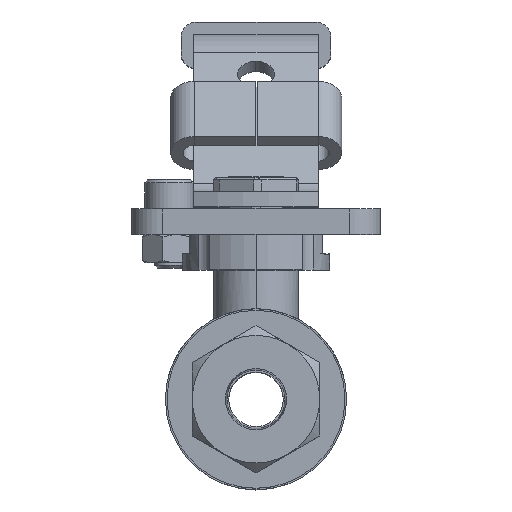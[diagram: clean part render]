
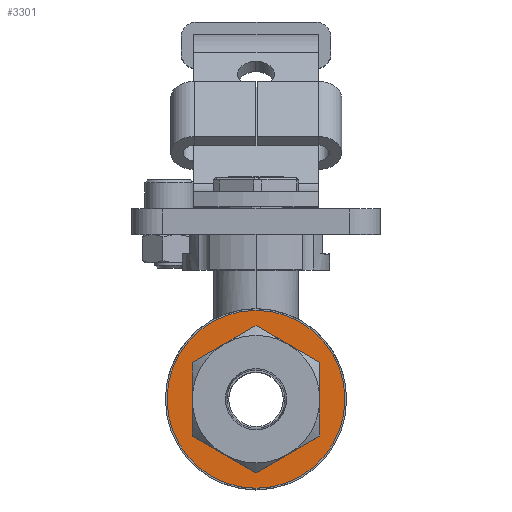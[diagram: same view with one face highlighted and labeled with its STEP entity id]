
A CAD part, top view. The second image highlights one B-rep face of the part: STEP entity #3301.
In plain terms, the highlighted planar face has unit normal (0, 0, 1).
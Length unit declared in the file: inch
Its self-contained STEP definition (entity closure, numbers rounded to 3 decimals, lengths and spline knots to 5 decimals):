
#32 = DIRECTION ( 'NONE',  ( 0.866, 0.5, 0. ) ) ;
#182 = CARTESIAN_POINT ( 'NONE',  ( 0., 0., 1.0275 ) ) ;
#446 = EDGE_LOOP ( 'NONE', ( #2697, #7945 ) ) ;
#537 = ORIENTED_EDGE ( 'NONE', *, *, #3536, .F. ) ;
#940 = DIRECTION ( 'NONE',  ( 1., 0., 0. ) ) ;
#1151 = DIRECTION ( 'NONE',  ( -0.866, 0.5, 0. ) ) ;
#1163 = AXIS2_PLACEMENT_3D ( 'NONE', #3170, #3111, #940 ) ;
#1252 = ORIENTED_EDGE ( 'NONE', *, *, #5720, .F. ) ;
#1339 = VECTOR ( 'NONE', #32, 39.37008 ) ;
#1501 = EDGE_CURVE ( 'NONE', #8567, #7555, #8166, .T. ) ;
#1625 = CIRCLE ( 'NONE', #1163, 0.715 ) ;
#1669 = CARTESIAN_POINT ( 'NONE',  ( 0.715, 0., 1.0275 ) ) ;
#1825 = ORIENTED_EDGE ( 'NONE', *, *, #5840, .F. ) ;
#1863 = LINE ( 'NONE', #6273, #5757 ) ;
#1947 = CARTESIAN_POINT ( 'NONE',  ( 0., 0., 1.0275 ) ) ;
#1997 = DIRECTION ( 'NONE',  ( 1., 0., 0. ) ) ;
#2073 = DIRECTION ( 'NONE',  ( -0.866, -0.5, 0. ) ) ;
#2090 = VECTOR ( 'NONE', #1151, 39.37008 ) ;
#2095 = LINE ( 'NONE', #8140, #6079 ) ;
#2124 = AXIS2_PLACEMENT_3D ( 'NONE', #182, #2350, #3199 ) ;
#2144 = CARTESIAN_POINT ( 'NONE',  ( -0.715, 0., 1.0275 ) ) ;
#2350 = DIRECTION ( 'NONE',  ( 0., 0., 1. ) ) ;
#2402 = CARTESIAN_POINT ( 'NONE',  ( 0., -0.59178, 1.0275 ) ) ;
#2437 = CARTESIAN_POINT ( 'NONE',  ( 0., 0.59178, 1.0275 ) ) ;
#2697 = ORIENTED_EDGE ( 'NONE', *, *, #7246, .T. ) ;
#2882 = CARTESIAN_POINT ( 'NONE',  ( 0.5125, 0.29589, 1.0275 ) ) ;
#2978 = LINE ( 'NONE', #5152, #4190 ) ;
#3111 = DIRECTION ( 'NONE',  ( 0., 0., 1. ) ) ;
#3152 = PLANE ( 'NONE',  #2124 ) ;
#3170 = CARTESIAN_POINT ( 'NONE',  ( 0., 0., 1.0275 ) ) ;
#3199 = DIRECTION ( 'NONE',  ( 1., 0., 0. ) ) ;
#3301 = ADVANCED_FACE ( 'NONE', ( #7756, #5179 ), #3152, .T. ) ;
#3311 = ORIENTED_EDGE ( 'NONE', *, *, #6938, .F. ) ;
#3536 = EDGE_CURVE ( 'NONE', #6974, #6759, #2978, .T. ) ;
#3765 = VECTOR ( 'NONE', #2073, 39.37008 ) ;
#4190 = VECTOR ( 'NONE', #8890, 39.37008 ) ;
#4514 = LINE ( 'NONE', #2402, #1339 ) ;
#4518 = VERTEX_POINT ( 'NONE', #2882 ) ;
#4627 = AXIS2_PLACEMENT_3D ( 'NONE', #1947, #6509, #1997 ) ;
#4805 = LINE ( 'NONE', #7753, #2090 ) ;
#5152 = CARTESIAN_POINT ( 'NONE',  ( -0.5125, -0.29589, 1.0275 ) ) ;
#5179 = FACE_BOUND ( 'NONE', #7950, .T. ) ;
#5557 = EDGE_CURVE ( 'NONE', #7555, #6974, #1863, .T. ) ;
#5720 = EDGE_CURVE ( 'NONE', #8306, #4518, #2095, .T. ) ;
#5723 = VERTEX_POINT ( 'NONE', #2144 ) ;
#5757 = VECTOR ( 'NONE', #9472, 39.37008 ) ;
#5840 = EDGE_CURVE ( 'NONE', #6759, #8306, #4514, .T. ) ;
#6079 = VECTOR ( 'NONE', #8908, 39.37008 ) ;
#6249 = CARTESIAN_POINT ( 'NONE',  ( -0.5125, -0.29589, 1.0275 ) ) ;
#6273 = CARTESIAN_POINT ( 'NONE',  ( -0.5125, 0.29589, 1.0275 ) ) ;
#6491 = CARTESIAN_POINT ( 'NONE',  ( 0., 0.59178, 1.0275 ) ) ;
#6498 = ORIENTED_EDGE ( 'NONE', *, *, #1501, .F. ) ;
#6509 = DIRECTION ( 'NONE',  ( 0., 0., 1. ) ) ;
#6585 = CARTESIAN_POINT ( 'NONE',  ( -0.5125, 0.29589, 1.0275 ) ) ;
#6759 = VERTEX_POINT ( 'NONE', #7764 ) ;
#6773 = CARTESIAN_POINT ( 'NONE',  ( 0.5125, -0.29589, 1.0275 ) ) ;
#6938 = EDGE_CURVE ( 'NONE', #4518, #8567, #4805, .T. ) ;
#6974 = VERTEX_POINT ( 'NONE', #6249 ) ;
#7246 = EDGE_CURVE ( 'NONE', #5723, #7275, #1625, .T. ) ;
#7275 = VERTEX_POINT ( 'NONE', #1669 ) ;
#7555 = VERTEX_POINT ( 'NONE', #6585 ) ;
#7753 = CARTESIAN_POINT ( 'NONE',  ( 0.5125, 0.29589, 1.0275 ) ) ;
#7756 = FACE_OUTER_BOUND ( 'NONE', #446, .T. ) ;
#7764 = CARTESIAN_POINT ( 'NONE',  ( 0., -0.59178, 1.0275 ) ) ;
#7945 = ORIENTED_EDGE ( 'NONE', *, *, #9555, .T. ) ;
#7950 = EDGE_LOOP ( 'NONE', ( #6498, #3311, #1252, #1825, #537, #9629 ) ) ;
#8119 = CIRCLE ( 'NONE', #4627, 0.715 ) ;
#8140 = CARTESIAN_POINT ( 'NONE',  ( 0.5125, -0.29589, 1.0275 ) ) ;
#8166 = LINE ( 'NONE', #6491, #3765 ) ;
#8306 = VERTEX_POINT ( 'NONE', #6773 ) ;
#8567 = VERTEX_POINT ( 'NONE', #2437 ) ;
#8890 = DIRECTION ( 'NONE',  ( 0.866, -0.5, 0. ) ) ;
#8908 = DIRECTION ( 'NONE',  ( 0., 1., 0. ) ) ;
#9472 = DIRECTION ( 'NONE',  ( 0., -1., 0. ) ) ;
#9555 = EDGE_CURVE ( 'NONE', #7275, #5723, #8119, .T. ) ;
#9629 = ORIENTED_EDGE ( 'NONE', *, *, #5557, .F. ) ;
